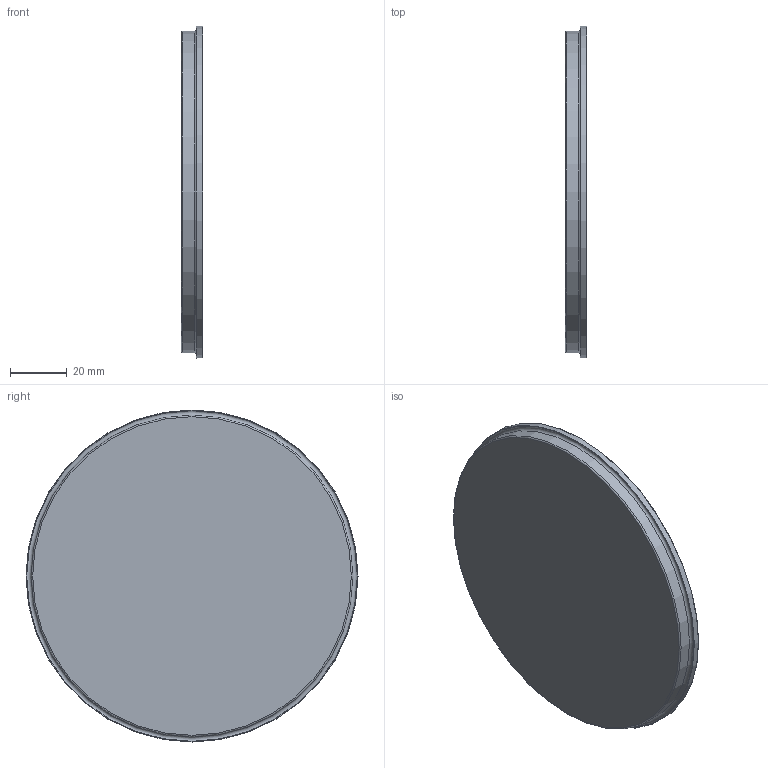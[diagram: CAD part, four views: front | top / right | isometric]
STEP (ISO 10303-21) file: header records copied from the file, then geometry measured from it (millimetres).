
FILE_DESCRIPTION(/* description */ (''),/* implementation_level */ '2;1');
FILE_NAME(/* name */ '33303_Support_ipt_9d9e7990.STEP',/* time_stamp */ '2018-12-04T14:45:41+01:00',/* author */ ('chsl'),/* organization */ (''),/* preprocessor_version */ 'ST-DEVELOPER v17',/* originating_system */ 'Autodesk Inventor 2019',/* authorisation */ '');
FILE_SCHEMA (('AUTOMOTIVE_DESIGN { 1 0 10303 214 3 1 1 }'));
Length unit declared in the file: millimetre
Products named in the file (1): 33303_Support
Bounding box: 7.5 x 116.55 x 116.55 mm (x, y, z)
Volume: 76474.7 mm3; surface area: 24106.7 mm2
Topology: 1 solids, 1 shells, 35 faces, 91 edges, 60 vertices
Faces by surface type: cylinder 13, torus 8, plane 4, sphere 4, bspline 4, cone 2
Full cylindrical faces by diameter (mm): 110.35 x1
Entity records: 2201 total; most frequent: CARTESIAN_POINT 1315, ORIENTED_EDGE 182, DIRECTION 175, EDGE_CURVE 91, AXIS2_PLACEMENT_3D 78, VERTEX_POINT 60, CIRCLE 46, EDGE_LOOP 37
